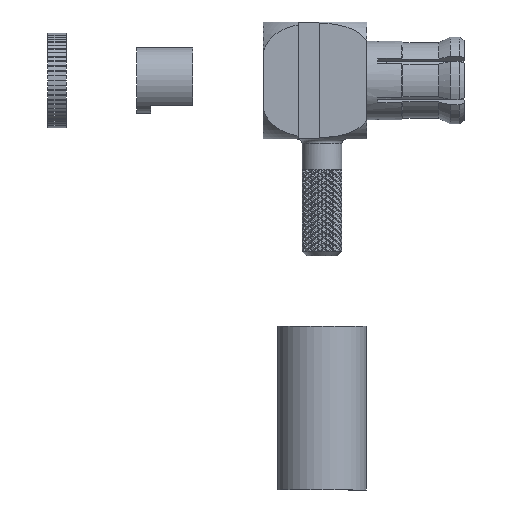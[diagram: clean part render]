
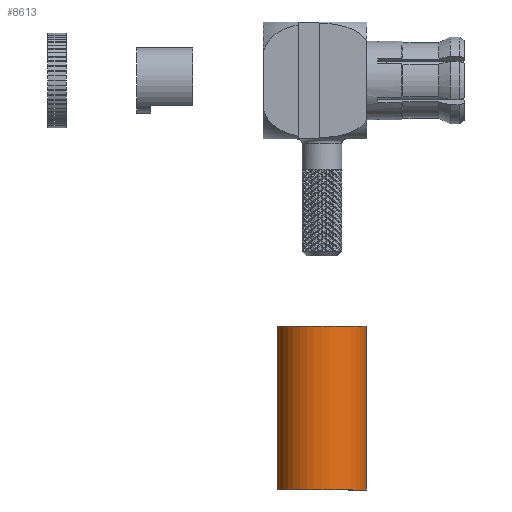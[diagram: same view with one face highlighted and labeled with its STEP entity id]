
A CAD part, front view. The second image highlights one B-rep face of the part: STEP entity #8613.
In plain terms, the highlighted cylindrical face has radius 1.9 mm (diameter 3.8 mm), a full revolution.
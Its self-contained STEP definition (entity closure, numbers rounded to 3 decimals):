
#8613 = ADVANCED_FACE( '', ( #20981, #20982 ), #20983, .T. );
#20981 = FACE_OUTER_BOUND( '', #96177, .T. );
#20982 = FACE_OUTER_BOUND( '', #96178, .T. );
#20983 = CYLINDRICAL_SURFACE( '', #96179, 1.9 );
#96177 = EDGE_LOOP( '', ( #259920 ) );
#96178 = EDGE_LOOP( '', ( #259921 ) );
#96179 = AXIS2_PLACEMENT_3D( '', #259922, #259923, #259924 );
#259920 = ORIENTED_EDGE( '', *, *, #284441, .F. );
#259921 = ORIENTED_EDGE( '', *, *, #290452, .T. );
#259922 = CARTESIAN_POINT( '', ( 0., 0., -8. ) );
#259923 = DIRECTION( '', ( 0., 0., 1. ) );
#259924 = DIRECTION( '', ( -1., 0., 0. ) );
#284441 = EDGE_CURVE( '', #302008, #302008, #302009, .T. );
#290452 = EDGE_CURVE( '', #311235, #311235, #311236, .T. );
#302008 = VERTEX_POINT( '', #332094 );
#302009 = CIRCLE( '', #332095, 1.9 );
#311235 = VERTEX_POINT( '', #375239 );
#311236 = CIRCLE( '', #375240, 1.9 );
#332094 = CARTESIAN_POINT( '', ( -1.9, 0., -8. ) );
#332095 = AXIS2_PLACEMENT_3D( '', #426507, #426508, #426509 );
#375239 = CARTESIAN_POINT( '', ( -1.9, 0., -15. ) );
#375240 = AXIS2_PLACEMENT_3D( '', #428001, #428002, #428003 );
#426507 = CARTESIAN_POINT( '', ( 0., 0., -8. ) );
#426508 = DIRECTION( '', ( 0., 0., 1. ) );
#426509 = DIRECTION( '', ( -1., 0., 0. ) );
#428001 = CARTESIAN_POINT( '', ( 0., 0., -15. ) );
#428002 = DIRECTION( '', ( 0., 0., 1. ) );
#428003 = DIRECTION( '', ( -1., 0., 0. ) );
